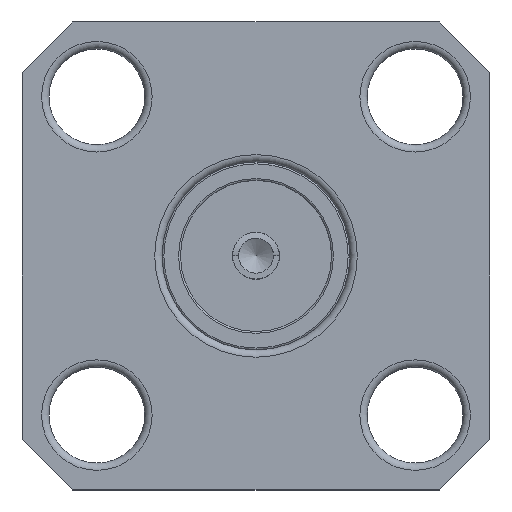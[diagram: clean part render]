
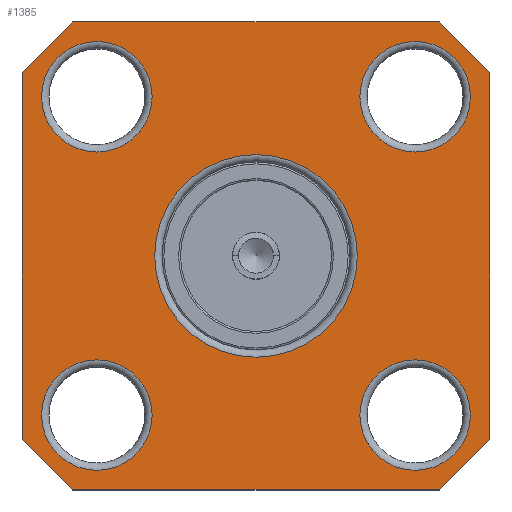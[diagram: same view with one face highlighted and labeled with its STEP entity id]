
A CAD part, top view. The second image highlights one B-rep face of the part: STEP entity #1385.
In plain terms, the highlighted planar face has unit normal (0, 0, 1).
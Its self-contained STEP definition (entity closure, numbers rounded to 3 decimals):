
#47=LINE('',#1943,#81);
#49=LINE('',#1947,#83);
#51=LINE('',#1951,#85);
#53=LINE('',#1955,#87);
#55=LINE('',#1959,#89);
#57=LINE('',#1963,#91);
#59=LINE('',#1967,#93);
#61=LINE('',#1971,#95);
#81=VECTOR('',#1637,1000.);
#83=VECTOR('',#1641,1000.);
#85=VECTOR('',#1645,1000.);
#87=VECTOR('',#1649,1000.);
#89=VECTOR('',#1653,1000.);
#91=VECTOR('',#1657,1000.);
#93=VECTOR('',#1661,1000.);
#95=VECTOR('',#1665,1000.);
#129=PLANE('',#1480);
#255=ORIENTED_EDGE('',*,*,#449,.T.);
#256=ORIENTED_EDGE('',*,*,#448,.T.);
#257=ORIENTED_EDGE('',*,*,#447,.T.);
#258=ORIENTED_EDGE('',*,*,#446,.T.);
#259=ORIENTED_EDGE('',*,*,#445,.T.);
#260=ORIENTED_EDGE('',*,*,#444,.F.);
#261=ORIENTED_EDGE('',*,*,#442,.F.);
#262=ORIENTED_EDGE('',*,*,#440,.F.);
#263=ORIENTED_EDGE('',*,*,#438,.F.);
#264=ORIENTED_EDGE('',*,*,#436,.F.);
#265=ORIENTED_EDGE('',*,*,#434,.F.);
#266=ORIENTED_EDGE('',*,*,#432,.F.);
#267=ORIENTED_EDGE('',*,*,#430,.F.);
#430=EDGE_CURVE('',#542,#543,#47,.T.);
#432=EDGE_CURVE('',#543,#544,#49,.T.);
#434=EDGE_CURVE('',#544,#545,#51,.T.);
#436=EDGE_CURVE('',#545,#546,#53,.T.);
#438=EDGE_CURVE('',#546,#547,#55,.T.);
#440=EDGE_CURVE('',#547,#548,#57,.T.);
#442=EDGE_CURVE('',#548,#549,#59,.T.);
#444=EDGE_CURVE('',#549,#542,#61,.T.);
#445=EDGE_CURVE('',#550,#550,#622,.T.);
#446=EDGE_CURVE('',#551,#551,#623,.T.);
#447=EDGE_CURVE('',#552,#552,#624,.T.);
#448=EDGE_CURVE('',#553,#553,#625,.T.);
#449=EDGE_CURVE('',#554,#554,#626,.T.);
#542=VERTEX_POINT('',#1942);
#543=VERTEX_POINT('',#1944);
#544=VERTEX_POINT('',#1948);
#545=VERTEX_POINT('',#1952);
#546=VERTEX_POINT('',#1956);
#547=VERTEX_POINT('',#1960);
#548=VERTEX_POINT('',#1964);
#549=VERTEX_POINT('',#1968);
#550=VERTEX_POINT('',#1974);
#551=VERTEX_POINT('',#1977);
#552=VERTEX_POINT('',#1980);
#553=VERTEX_POINT('',#1983);
#554=VERTEX_POINT('',#1986);
#622=CIRCLE('',#1473,1.5);
#623=CIRCLE('',#1475,1.5);
#624=CIRCLE('',#1477,1.5);
#625=CIRCLE('',#1479,1.5);
#626=CIRCLE('',#1481,2.75);
#707=EDGE_LOOP('',(#255));
#708=EDGE_LOOP('',(#256));
#709=EDGE_LOOP('',(#257));
#710=EDGE_LOOP('',(#258));
#711=EDGE_LOOP('',(#259));
#712=EDGE_LOOP('',(#260,#261,#262,#263,#264,#265,#266,#267));
#821=FACE_BOUND('',#707,.T.);
#822=FACE_BOUND('',#708,.T.);
#823=FACE_BOUND('',#709,.T.);
#824=FACE_BOUND('',#710,.T.);
#825=FACE_BOUND('',#711,.T.);
#826=FACE_BOUND('',#712,.T.);
#1385=ADVANCED_FACE('',(#821,#822,#823,#824,#825,#826),#129,.F.);
#1473=AXIS2_PLACEMENT_3D('',#1973,#1668,#1669);
#1475=AXIS2_PLACEMENT_3D('',#1976,#1672,#1673);
#1477=AXIS2_PLACEMENT_3D('',#1979,#1676,#1677);
#1479=AXIS2_PLACEMENT_3D('',#1982,#1680,#1681);
#1480=AXIS2_PLACEMENT_3D('',#1984,#1682,#1683);
#1481=AXIS2_PLACEMENT_3D('',#1985,#1684,#1685);
#1637=DIRECTION('',(-0.707,0.707,0.));
#1641=DIRECTION('',(0.,1.,0.));
#1645=DIRECTION('',(0.707,0.707,0.));
#1649=DIRECTION('',(1.,0.,0.));
#1653=DIRECTION('',(0.707,-0.707,0.));
#1657=DIRECTION('',(0.,-1.,0.));
#1661=DIRECTION('',(-0.707,-0.707,0.));
#1665=DIRECTION('',(-1.,0.,0.));
#1668=DIRECTION('',(0.,0.,-1.));
#1669=DIRECTION('',(-1.,0.,0.));
#1672=DIRECTION('',(0.,0.,-1.));
#1673=DIRECTION('',(-1.,0.,0.));
#1676=DIRECTION('',(0.,0.,-1.));
#1677=DIRECTION('',(-1.,0.,0.));
#1680=DIRECTION('',(0.,0.,-1.));
#1681=DIRECTION('',(-1.,0.,0.));
#1682=DIRECTION('',(0.,0.,-1.));
#1683=DIRECTION('',(-1.,0.,0.));
#1684=DIRECTION('',(0.,0.,-1.));
#1685=DIRECTION('',(-1.,0.,0.));
#1942=CARTESIAN_POINT('',(-4.98,-6.35,1.6));
#1943=CARTESIAN_POINT('',(-6.35,-4.98,1.6));
#1944=CARTESIAN_POINT('',(-6.35,-4.98,1.6));
#1947=CARTESIAN_POINT('',(-6.35,4.98,1.6));
#1948=CARTESIAN_POINT('',(-6.35,4.98,1.6));
#1951=CARTESIAN_POINT('',(-4.98,6.35,1.6));
#1952=CARTESIAN_POINT('',(-4.98,6.35,1.6));
#1955=CARTESIAN_POINT('',(4.98,6.35,1.6));
#1956=CARTESIAN_POINT('',(4.98,6.35,1.6));
#1959=CARTESIAN_POINT('',(4.98,6.35,1.6));
#1960=CARTESIAN_POINT('',(6.35,4.98,1.6));
#1963=CARTESIAN_POINT('',(6.35,-4.98,1.6));
#1964=CARTESIAN_POINT('',(6.35,-4.98,1.6));
#1967=CARTESIAN_POINT('',(6.35,-4.98,1.6));
#1968=CARTESIAN_POINT('',(4.98,-6.35,1.6));
#1971=CARTESIAN_POINT('',(-4.98,-6.35,1.6));
#1973=CARTESIAN_POINT('',(-4.32,4.32,1.6));
#1974=CARTESIAN_POINT('',(-5.82,4.32,1.6));
#1976=CARTESIAN_POINT('',(4.32,4.32,1.6));
#1977=CARTESIAN_POINT('',(2.82,4.32,1.6));
#1979=CARTESIAN_POINT('',(-4.32,-4.32,1.6));
#1980=CARTESIAN_POINT('',(-5.82,-4.32,1.6));
#1982=CARTESIAN_POINT('',(4.32,-4.32,1.6));
#1983=CARTESIAN_POINT('',(2.82,-4.32,1.6));
#1984=CARTESIAN_POINT('',(0.,0.,1.6));
#1985=CARTESIAN_POINT('',(0.,0.,1.6));
#1986=CARTESIAN_POINT('',(-2.75,0.,1.6));
